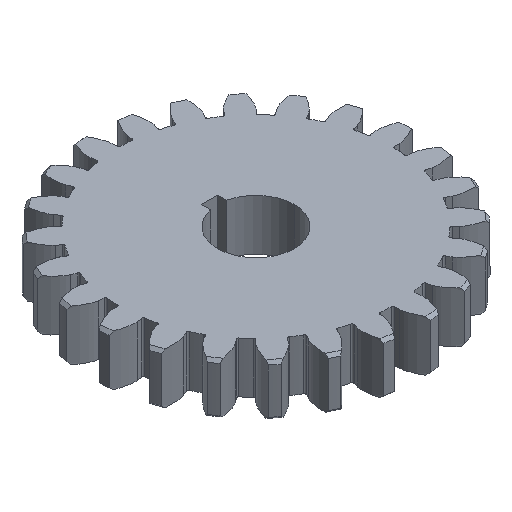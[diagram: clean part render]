
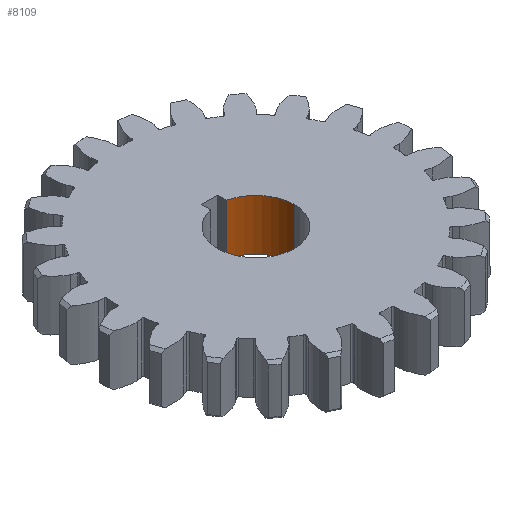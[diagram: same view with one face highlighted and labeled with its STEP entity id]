
A CAD part, isometric view. The second image highlights one B-rep face of the part: STEP entity #8109.
In plain terms, the highlighted cylindrical face has radius 2.381 mm (diameter 4.763 mm), a partial arc.
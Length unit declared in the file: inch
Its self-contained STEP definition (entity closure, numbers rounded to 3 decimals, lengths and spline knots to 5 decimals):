
#64 = AXIS2_PLACEMENT_3D ( 'NONE', #12549, #161, #1795 ) ;
#68 = CARTESIAN_POINT ( 'NONE',  ( 0.09375, 0., 0.0625 ) ) ;
#161 = DIRECTION ( 'NONE',  ( 0., 0., 1. ) ) ;
#237 = VERTEX_POINT ( 'NONE', #1860 ) ;
#1142 = EDGE_CURVE ( 'NONE', #1522, #3775, #4747, .T. ) ;
#1522 = VERTEX_POINT ( 'NONE', #68 ) ;
#1697 = VECTOR ( 'NONE', #2779, 39.37008 ) ;
#1795 = DIRECTION ( 'NONE',  ( 1., 0., 0. ) ) ;
#1813 = LINE ( 'NONE', #6623, #1697 ) ;
#1860 = CARTESIAN_POINT ( 'NONE',  ( 0.09375, 0., -0.0625 ) ) ;
#1952 = CARTESIAN_POINT ( 'NONE',  ( 0.02, 0.09159, 0.0625 ) ) ;
#2446 = DIRECTION ( 'NONE',  ( 0., 0., 1. ) ) ;
#2779 = DIRECTION ( 'NONE',  ( 0., 0., 1. ) ) ;
#3775 = VERTEX_POINT ( 'NONE', #1952 ) ;
#4180 = CARTESIAN_POINT ( 'NONE',  ( 0., 0., -0.0625 ) ) ;
#4747 = CIRCLE ( 'NONE', #10679, 0.09375 ) ;
#5076 = ORIENTED_EDGE ( 'NONE', *, *, #11742, .F. ) ;
#5616 = CIRCLE ( 'NONE', #8873, 0.09375 ) ;
#6623 = CARTESIAN_POINT ( 'NONE',  ( 0.02, 0.09159, -0.0625 ) ) ;
#7320 = DIRECTION ( 'NONE',  ( 1., 0., 0. ) ) ;
#8021 = DIRECTION ( 'NONE',  ( 0., 0., 1. ) ) ;
#8109 = ADVANCED_FACE ( 'NONE', ( #10563 ), #12476, .F. ) ;
#8148 = CARTESIAN_POINT ( 'NONE',  ( 0., 0., 0.0625 ) ) ;
#8408 = VERTEX_POINT ( 'NONE', #11804 ) ;
#8492 = ORIENTED_EDGE ( 'NONE', *, *, #10706, .T. ) ;
#8830 = ORIENTED_EDGE ( 'NONE', *, *, #9371, .F. ) ;
#8873 = AXIS2_PLACEMENT_3D ( 'NONE', #4180, #8021, #9934 ) ;
#9371 = EDGE_CURVE ( 'NONE', #8408, #3775, #1813, .T. ) ;
#9448 = EDGE_LOOP ( 'NONE', ( #5076, #8492, #10891, #8830 ) ) ;
#9871 = VECTOR ( 'NONE', #12630, 39.37008 ) ;
#9934 = DIRECTION ( 'NONE',  ( 1., 0., 0. ) ) ;
#10525 = LINE ( 'NONE', #10587, #9871 ) ;
#10563 = FACE_OUTER_BOUND ( 'NONE', #9448, .T. ) ;
#10587 = CARTESIAN_POINT ( 'NONE',  ( 0.09375, 0., -0.0625 ) ) ;
#10679 = AXIS2_PLACEMENT_3D ( 'NONE', #8148, #2446, #7320 ) ;
#10706 = EDGE_CURVE ( 'NONE', #237, #1522, #10525, .T. ) ;
#10891 = ORIENTED_EDGE ( 'NONE', *, *, #1142, .T. ) ;
#11742 = EDGE_CURVE ( 'NONE', #237, #8408, #5616, .T. ) ;
#11804 = CARTESIAN_POINT ( 'NONE',  ( 0.02, 0.09159, -0.0625 ) ) ;
#12476 = CYLINDRICAL_SURFACE ( 'NONE', #64, 0.09375 ) ;
#12549 = CARTESIAN_POINT ( 'NONE',  ( 0., 0., -0.0625 ) ) ;
#12630 = DIRECTION ( 'NONE',  ( 0., 0., 1. ) ) ;
